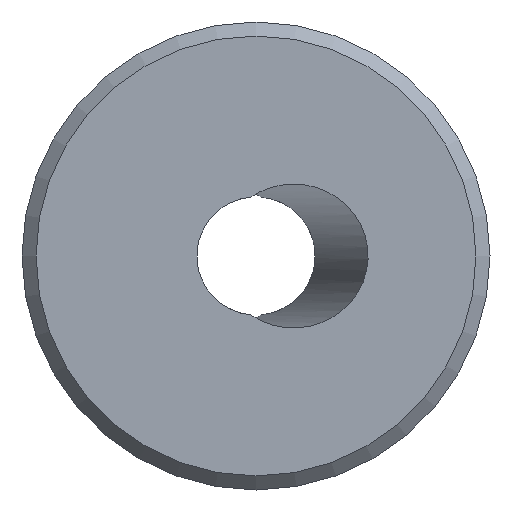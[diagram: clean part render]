
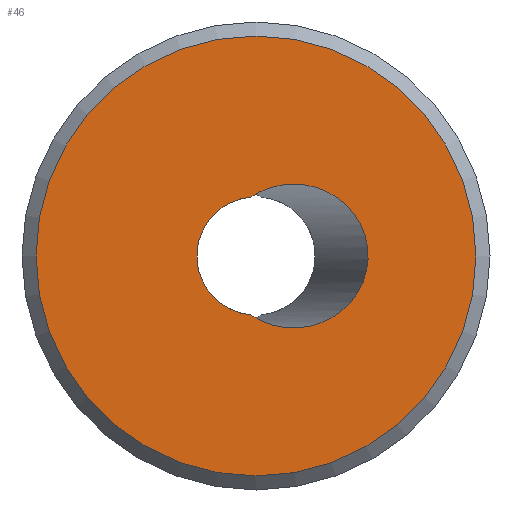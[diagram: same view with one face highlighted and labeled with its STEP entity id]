
A CAD part, left-side view. The second image highlights one B-rep face of the part: STEP entity #46.
In plain terms, the highlighted planar face has unit normal (-1, 0, 0).
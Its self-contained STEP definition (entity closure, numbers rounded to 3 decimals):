
#46 = ADVANCED_FACE( '', ( #95, #96 ), #97, .T. );
#95 = FACE_BOUND( '', #148, .T. );
#96 = FACE_OUTER_BOUND( '', #149, .T. );
#97 = PLANE( '', #150 );
#148 = EDGE_LOOP( '', ( #209, #210 ) );
#149 = EDGE_LOOP( '', ( #211 ) );
#150 = AXIS2_PLACEMENT_3D( '', #212, #213, #214 );
#209 = ORIENTED_EDGE( '', *, *, #256, .T. );
#210 = ORIENTED_EDGE( '', *, *, #266, .T. );
#211 = ORIENTED_EDGE( '', *, *, #268, .F. );
#212 = CARTESIAN_POINT( '', ( 0., 18.8, 0. ) );
#213 = DIRECTION( '', ( -1., 0., 0. ) );
#214 = DIRECTION( '', ( 0., 0., 1. ) );
#256 = EDGE_CURVE( '', #284, #283, #286, .F. );
#266 = EDGE_CURVE( '', #283, #284, #300, .T. );
#268 = EDGE_CURVE( '', #302, #302, #303, .T. );
#283 = VERTEX_POINT( '', #362 );
#284 = VERTEX_POINT( '', #363 );
#286 = ELLIPSE( '', #406, 6.367, 6.15 );
#300 = CIRCLE( '', #420, 5.053 );
#302 = VERTEX_POINT( '', #422 );
#303 = CIRCLE( '', #423, 18.8 );
#362 = CARTESIAN_POINT( '', ( 0., 0.443, -5.034 ) );
#363 = CARTESIAN_POINT( '', ( 0., 0.443, 5.034 ) );
#406 = AXIS2_PLACEMENT_3D( '', #439, #440, #441 );
#420 = AXIS2_PLACEMENT_3D( '', #457, #458, #459 );
#422 = CARTESIAN_POINT( '', ( 0., 0., -18.8 ) );
#423 = AXIS2_PLACEMENT_3D( '', #460, #461, #462 );
#439 = CARTESIAN_POINT( '', ( 0., -3.215, 0. ) );
#440 = DIRECTION( '', ( -1., 0., 0. ) );
#441 = DIRECTION( '', ( 0., 1., 0. ) );
#457 = CARTESIAN_POINT( '', ( 0., 0., 0. ) );
#458 = DIRECTION( '', ( 1., 0., 0. ) );
#459 = DIRECTION( '', ( 0., 0., -1. ) );
#460 = CARTESIAN_POINT( '', ( 0., 0., 0. ) );
#461 = DIRECTION( '', ( 1., 0., 0. ) );
#462 = DIRECTION( '', ( 0., 0., -1. ) );
